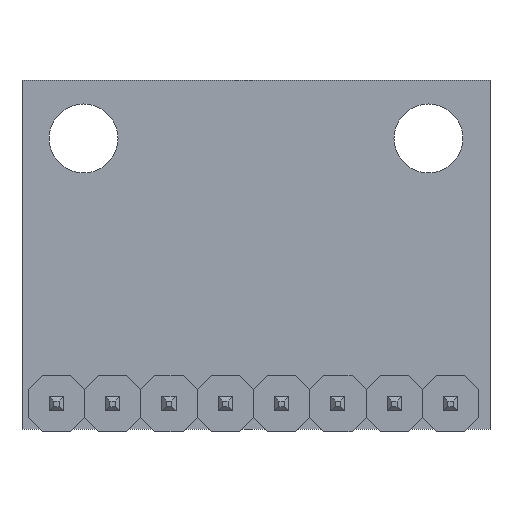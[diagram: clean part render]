
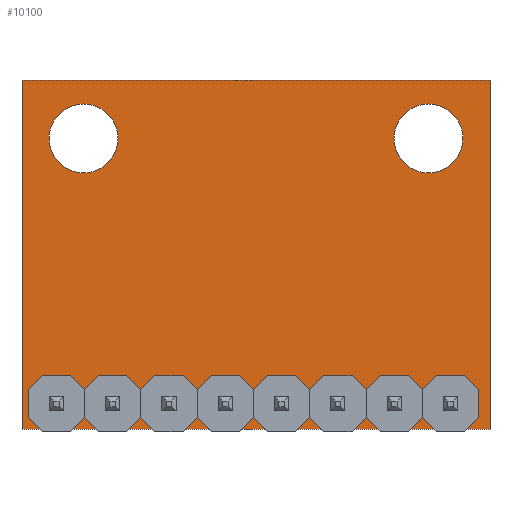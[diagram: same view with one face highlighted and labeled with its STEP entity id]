
A CAD part, front view. The second image highlights one B-rep face of the part: STEP entity #10100.
In plain terms, the highlighted planar face has unit normal (0, -1, 0).
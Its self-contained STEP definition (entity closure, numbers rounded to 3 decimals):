
#529=FACE_BOUND('',#1594,.T.);
#530=FACE_BOUND('',#1595,.T.);
#531=FACE_BOUND('',#1596,.T.);
#532=FACE_BOUND('',#1597,.T.);
#533=FACE_BOUND('',#1598,.T.);
#534=FACE_BOUND('',#1599,.T.);
#535=FACE_BOUND('',#1600,.T.);
#536=FACE_BOUND('',#1601,.T.);
#537=FACE_BOUND('',#1602,.T.);
#538=FACE_BOUND('',#1603,.T.);
#552=CIRCLE('',#10790,1.556);
#553=CIRCLE('',#10791,0.508);
#554=CIRCLE('',#10792,0.508);
#555=CIRCLE('',#10793,0.508);
#556=CIRCLE('',#10794,0.508);
#557=CIRCLE('',#10795,0.508);
#558=CIRCLE('',#10796,0.508);
#559=CIRCLE('',#10797,0.508);
#560=CIRCLE('',#10798,0.508);
#561=CIRCLE('',#10799,1.556);
#1003=FACE_OUTER_BOUND('',#1593,.T.);
#1593=EDGE_LOOP('',(#6346,#6347,#6348,#6349));
#1594=EDGE_LOOP('',(#6350));
#1595=EDGE_LOOP('',(#6351));
#1596=EDGE_LOOP('',(#6352));
#1597=EDGE_LOOP('',(#6353));
#1598=EDGE_LOOP('',(#6354));
#1599=EDGE_LOOP('',(#6355));
#1600=EDGE_LOOP('',(#6356));
#1601=EDGE_LOOP('',(#6357));
#1602=EDGE_LOOP('',(#6358));
#1603=EDGE_LOOP('',(#6359));
#2189=LINE('',#14999,#3090);
#2190=LINE('',#15001,#3091);
#2191=LINE('',#15003,#3092);
#2192=LINE('',#15004,#3093);
#3090=VECTOR('',#11904,15.748);
#3091=VECTOR('',#11905,21.107);
#3092=VECTOR('',#11906,15.748);
#3093=VECTOR('',#11907,21.107);
#4001=VERTEX_POINT('',#14997);
#4002=VERTEX_POINT('',#14998);
#4003=VERTEX_POINT('',#15000);
#4004=VERTEX_POINT('',#15002);
#4005=VERTEX_POINT('',#15005);
#4006=VERTEX_POINT('',#15007);
#4007=VERTEX_POINT('',#15009);
#4008=VERTEX_POINT('',#15011);
#4009=VERTEX_POINT('',#15013);
#4010=VERTEX_POINT('',#15015);
#4011=VERTEX_POINT('',#15017);
#4012=VERTEX_POINT('',#15019);
#4013=VERTEX_POINT('',#15021);
#4014=VERTEX_POINT('',#15023);
#4893=EDGE_CURVE('',#4001,#4002,#2189,.T.);
#4894=EDGE_CURVE('',#4003,#4001,#2190,.T.);
#4895=EDGE_CURVE('',#4004,#4003,#2191,.T.);
#4896=EDGE_CURVE('',#4002,#4004,#2192,.T.);
#4897=EDGE_CURVE('',#4005,#4005,#552,.T.);
#4898=EDGE_CURVE('',#4006,#4006,#553,.T.);
#4899=EDGE_CURVE('',#4007,#4007,#554,.T.);
#4900=EDGE_CURVE('',#4008,#4008,#555,.T.);
#4901=EDGE_CURVE('',#4009,#4009,#556,.T.);
#4902=EDGE_CURVE('',#4010,#4010,#557,.T.);
#4903=EDGE_CURVE('',#4011,#4011,#558,.T.);
#4904=EDGE_CURVE('',#4012,#4012,#559,.T.);
#4905=EDGE_CURVE('',#4013,#4013,#560,.T.);
#4906=EDGE_CURVE('',#4014,#4014,#561,.T.);
#6346=ORIENTED_EDGE('',*,*,#4893,.F.);
#6347=ORIENTED_EDGE('',*,*,#4894,.F.);
#6348=ORIENTED_EDGE('',*,*,#4895,.F.);
#6349=ORIENTED_EDGE('',*,*,#4896,.F.);
#6350=ORIENTED_EDGE('',*,*,#4897,.T.);
#6351=ORIENTED_EDGE('',*,*,#4898,.T.);
#6352=ORIENTED_EDGE('',*,*,#4899,.T.);
#6353=ORIENTED_EDGE('',*,*,#4900,.T.);
#6354=ORIENTED_EDGE('',*,*,#4901,.T.);
#6355=ORIENTED_EDGE('',*,*,#4902,.T.);
#6356=ORIENTED_EDGE('',*,*,#4903,.T.);
#6357=ORIENTED_EDGE('',*,*,#4904,.T.);
#6358=ORIENTED_EDGE('',*,*,#4905,.T.);
#6359=ORIENTED_EDGE('',*,*,#4906,.T.);
#9239=PLANE('',#10789);
#10100=ADVANCED_FACE('',(#1003,#529,#530,#531,#532,#533,#534,#535,#536,
#537,#538),#9239,.T.);
#10789=AXIS2_PLACEMENT_3D('',#14996,#11902,#11903);
#10790=AXIS2_PLACEMENT_3D('',#15006,#11908,#11909);
#10791=AXIS2_PLACEMENT_3D('',#15008,#11910,#11911);
#10792=AXIS2_PLACEMENT_3D('',#15010,#11912,#11913);
#10793=AXIS2_PLACEMENT_3D('',#15012,#11914,#11915);
#10794=AXIS2_PLACEMENT_3D('',#15014,#11916,#11917);
#10795=AXIS2_PLACEMENT_3D('',#15016,#11918,#11919);
#10796=AXIS2_PLACEMENT_3D('',#15018,#11920,#11921);
#10797=AXIS2_PLACEMENT_3D('',#15020,#11922,#11923);
#10798=AXIS2_PLACEMENT_3D('',#15022,#11924,#11925);
#10799=AXIS2_PLACEMENT_3D('',#15024,#11926,#11927);
#11902=DIRECTION('center_axis',(0.,-1.,0.));
#11903=DIRECTION('ref_axis',(0.,0.,-1.));
#11904=DIRECTION('',(0.,0.,-1.));
#11905=DIRECTION('',(1.,0.,0.));
#11906=DIRECTION('',(0.,0.,1.));
#11907=DIRECTION('',(-1.,0.,0.));
#11908=DIRECTION('center_axis',(0.,1.,0.));
#11909=DIRECTION('ref_axis',(0.,0.,-1.));
#11910=DIRECTION('center_axis',(0.,1.,0.));
#11911=DIRECTION('ref_axis',(0.,0.,1.));
#11912=DIRECTION('center_axis',(0.,1.,0.));
#11913=DIRECTION('ref_axis',(0.,0.,1.));
#11914=DIRECTION('center_axis',(0.,1.,0.));
#11915=DIRECTION('ref_axis',(0.,0.,1.));
#11916=DIRECTION('center_axis',(0.,1.,0.));
#11917=DIRECTION('ref_axis',(0.,0.,1.));
#11918=DIRECTION('center_axis',(0.,1.,0.));
#11919=DIRECTION('ref_axis',(0.,0.,1.));
#11920=DIRECTION('center_axis',(0.,1.,0.));
#11921=DIRECTION('ref_axis',(0.,0.,1.));
#11922=DIRECTION('center_axis',(0.,1.,0.));
#11923=DIRECTION('ref_axis',(0.,0.,1.));
#11924=DIRECTION('center_axis',(0.,1.,0.));
#11925=DIRECTION('ref_axis',(0.,0.,1.));
#11926=DIRECTION('center_axis',(0.,1.,0.));
#11927=DIRECTION('ref_axis',(0.,0.,1.));
#14996=CARTESIAN_POINT('Origin',(0.,-0.572,0.));
#14997=CARTESIAN_POINT('',(10.554,-0.572,7.874));
#14998=CARTESIAN_POINT('',(10.554,-0.572,-7.874));
#14999=CARTESIAN_POINT('',(10.554,-0.572,7.874));
#15000=CARTESIAN_POINT('',(-10.554,-0.572,7.874));
#15001=CARTESIAN_POINT('',(-10.554,-0.572,7.874));
#15002=CARTESIAN_POINT('',(-10.554,-0.572,-7.874));
#15003=CARTESIAN_POINT('',(-10.554,-0.572,-7.874));
#15004=CARTESIAN_POINT('',(10.554,-0.572,-7.874));
#15005=CARTESIAN_POINT('',(7.779,-0.572,6.794));
#15006=CARTESIAN_POINT('Origin',(7.779,-0.572,5.239));
#15007=CARTESIAN_POINT('',(-6.464,-0.572,-6.223));
#15008=CARTESIAN_POINT('Origin',(-6.464,-0.572,-6.731));
#15009=CARTESIAN_POINT('',(-1.384,-0.572,-6.223));
#15010=CARTESIAN_POINT('Origin',(-1.384,-0.572,-6.731));
#15011=CARTESIAN_POINT('',(3.696,-0.572,-6.223));
#15012=CARTESIAN_POINT('Origin',(3.696,-0.572,-6.731));
#15013=CARTESIAN_POINT('',(8.776,-0.572,-6.223));
#15014=CARTESIAN_POINT('Origin',(8.776,-0.572,-6.731));
#15015=CARTESIAN_POINT('',(6.236,-0.572,-6.223));
#15016=CARTESIAN_POINT('Origin',(6.236,-0.572,-6.731));
#15017=CARTESIAN_POINT('',(1.156,-0.572,-6.223));
#15018=CARTESIAN_POINT('Origin',(1.156,-0.572,-6.731));
#15019=CARTESIAN_POINT('',(-3.924,-0.572,-6.223));
#15020=CARTESIAN_POINT('Origin',(-3.924,-0.572,-6.731));
#15021=CARTESIAN_POINT('',(-9.004,-0.572,-6.223));
#15022=CARTESIAN_POINT('Origin',(-9.004,-0.572,-6.731));
#15023=CARTESIAN_POINT('',(-7.779,-0.572,6.794));
#15024=CARTESIAN_POINT('Origin',(-7.779,-0.572,5.239));
